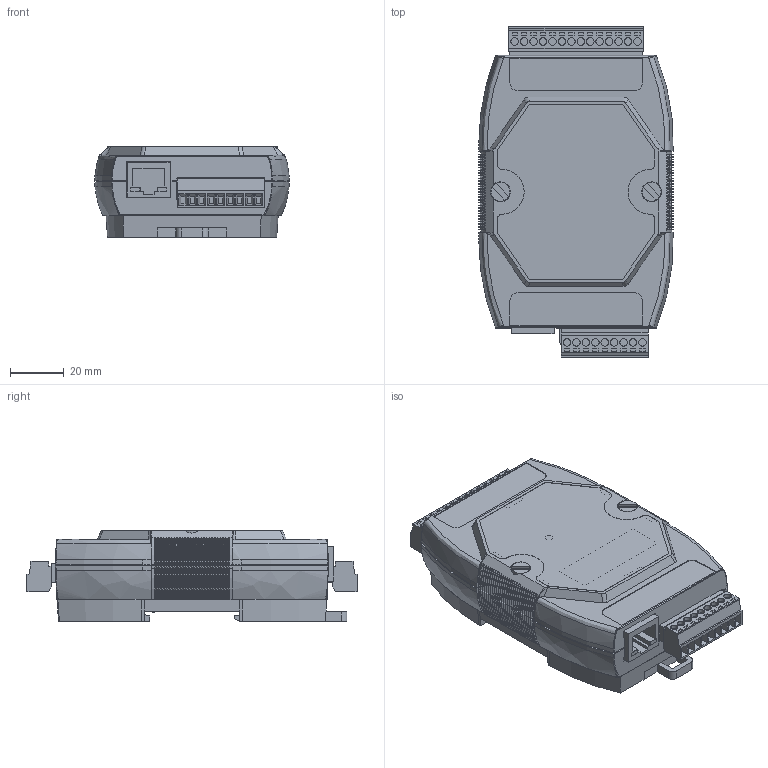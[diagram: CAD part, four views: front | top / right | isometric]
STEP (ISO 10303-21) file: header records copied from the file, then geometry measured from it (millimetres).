
FILE_DESCRIPTION (( 'STEP AP203' ), '1' );
FILE_NAME ('7000_9P_RJ45_14P_P_NS_B.STEP', '2022-06-20T08:03:33', ( 'Windows 使用者' ), ( '' ), 'SwSTEP 2.0', 'SolidWorks 2020', '' );
FILE_SCHEMA (( 'CONFIG_CONTROL_DESIGN' ));
Length unit declared in the file: millimetre
Products named in the file (15): 貼紙; 7186_PCB; 4SAPP-005-A; SIPP-754-AG_NS_B; ME030-35014; 4SIPP-754-BG_NS_B; MC420-35009; 7000-PCGai.sldasm-Part-1; MC420-35014; MC420-35009_90; 7000_9P_RJ45_14P_P_NS_B; MC420-35014_90; 2DJ020; ME030-35009
Assembly tree (15 placements, depth 4):
  7000_9P_RJ45_14P_P_NS_B
    4SIPP-754-BG_NS_B
    SIPP-754-AG_NS_B
    4SAPP-005-A
    7000-PCGai.sldasm-Part-1  x2
    貼紙
    7186_PCB
      7186_PCB
      2DJ020
      MC420-35009_90
        ME030-35009
        MC420-35009
      MC420-35014_90
        ME030-35014
        MC420-35014
Bounding box: 72.04 x 122.36 x 33.6 mm (x, y, z)
Volume: 63146.1 mm3; surface area: 87889.9 mm2
Topology: 12 solids, 12 shells, 3849 faces, 10381 edges, 6751 vertices
Faces by surface type: plane 2620, cylinder 371, bspline 340, cone 260, torus 236, sphere 22
Entity records: 131528 total; most frequent: CARTESIAN_POINT 40940, ORIENTED_EDGE 20216, DIRECTION 16033, EDGE_CURVE 10108, VERTEX_POINT 6569, LINE 6063, VECTOR 6063, AXIS2_PLACEMENT_3D 4985
